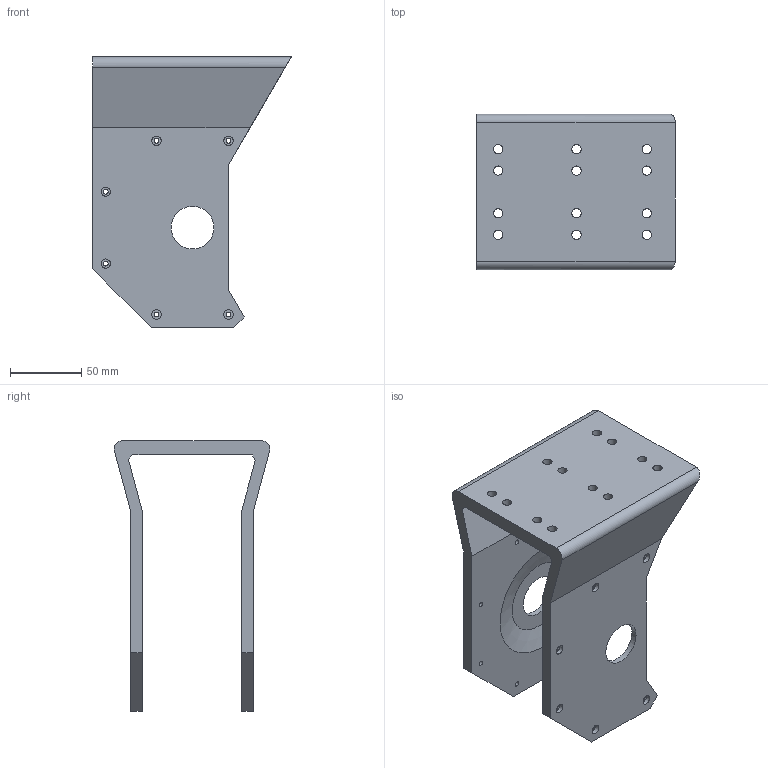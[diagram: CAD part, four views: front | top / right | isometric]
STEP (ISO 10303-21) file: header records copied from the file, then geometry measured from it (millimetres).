
FILE_DESCRIPTION(/* description */ (''),/* implementation_level */ '2;1');
FILE_NAME(/* name */ 'StandSupport.step',/* time_stamp */ '2024-08-21T21:21:48+02:00',/* author */ (''),/* organization */ (''),/* preprocessor_version */ 'ST-DEVELOPER v20',/* originating_system */ 'Autodesk Translation Framework v13.14.0.145',/* authorisation */ '');
FILE_SCHEMA (('AUTOMOTIVE_DESIGN { 1 0 10303 214 3 1 1 }'));
Length unit declared in the file: millimetre
Products named in the file (1): Stand
Bounding box: 139.28 x 109.14 x 190 mm (x, y, z)
Volume: 395584.7 mm3; surface area: 110319.2 mm2
Topology: 1 solids, 1 shells, 80 faces, 198 edges, 132 vertices
Faces by surface type: cylinder 40, plane 38, cone 2
Full cylindrical faces by diameter (mm): 3.4 x12, 6.5 x24, 30 x2
Entity records: 2539 total; most frequent: DIRECTION 440, CARTESIAN_POINT 419, ORIENTED_EDGE 396, EDGE_CURVE 198, AXIS2_PLACEMENT_3D 165, EDGE_LOOP 144, VERTEX_POINT 132, LINE 110
